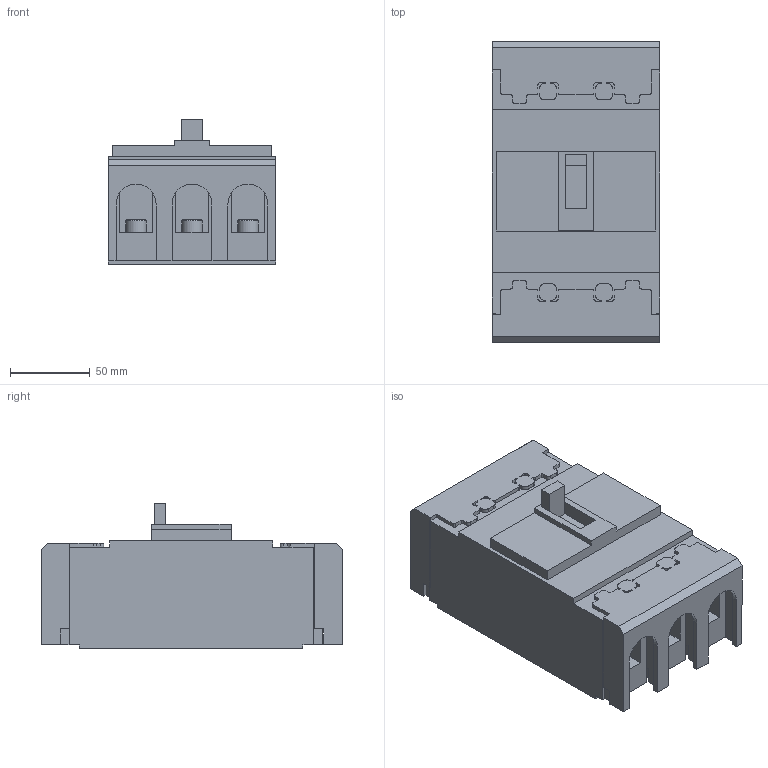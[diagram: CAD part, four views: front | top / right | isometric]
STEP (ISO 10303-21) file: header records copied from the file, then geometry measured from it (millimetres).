
FILE_DESCRIPTION (( 'STEP AP214' ), '1' );
FILE_NAME ('BW250JAGU-3P160SB.step', '2019-06-24T15:36:44', ( '' ), ( '' ), 'SwSTEP 2.0', 'SolidWorks 2018', '' );
FILE_SCHEMA (( 'AUTOMOTIVE_DESIGN' ));
Length unit declared in the file: inch
Products named in the file (1): BW250JAGU-3P160SB
Bounding box: 105 x 189 x 91 mm (x, y, z)
Volume: 1107158.1 mm3; surface area: 144530.5 mm2
Topology: 10 solids, 10 shells, 471 faces, 1269 edges, 842 vertices
Faces by surface type: plane 338, cylinder 121, cone 12
Entity records: 20991 total; most frequent: CARTESIAN_POINT 2583, ORIENTED_EDGE 2538, DIRECTION 2467, EDGE_CURVE 1269, LINE 1015, VECTOR 1015, VERTEX_POINT 842, AXIS2_PLACEMENT_3D 726
